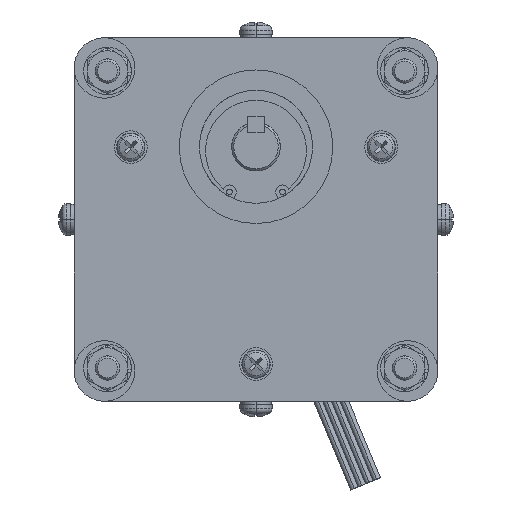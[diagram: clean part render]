
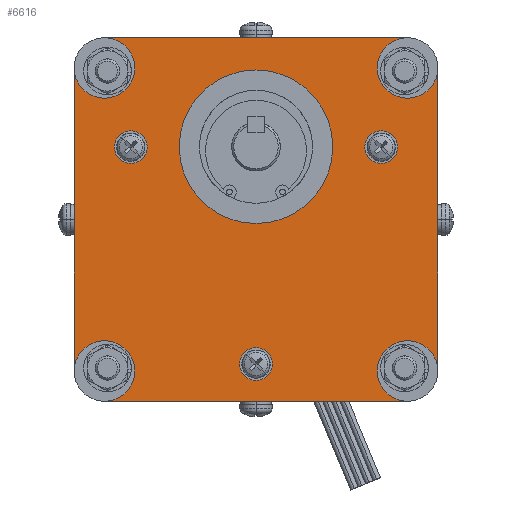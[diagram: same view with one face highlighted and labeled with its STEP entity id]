
A CAD part, left-side view. The second image highlights one B-rep face of the part: STEP entity #6616.
In plain terms, the highlighted planar face has unit normal (-1, 0, 0).
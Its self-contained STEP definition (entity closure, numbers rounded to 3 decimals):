
#6135=CARTESIAN_POINT('POINT18269',(0.7,0.,
   -49.734));
#6136=VERTEX_POINT('VERTEX18269',#6135);
#6143=CARTESIAN_POINT('POINT18270',(0.7,
   0.,-57.834));
#6144=VERTEX_POINT('VERTEX18270',#6143);
#6145=CARTESIAN_POINT('POS25296',(0.7,0.,
   -53.784));
#6146=DIRECTION('DIR38065',(1.,0.,0.));
#6147=DIRECTION('DIR38066',(0.,0.,1.));
#6148=AXIS2_PLACEMENT_3D('AXIS12770',#6145,#6146,#6147);
#6149=CIRCLE('ELLIPSE5598',#6148,4.05);
#6150=EDGE_CURVE('EDGE29348',#6144,#6136,#6149,.T.);
#6170=EDGE_CURVE('EDGE29350',#6136,#6144,#6149,.T.);
#6175=CARTESIAN_POINT('POINT18271',(0.7,
   -30.99,3.942));
#6176=VERTEX_POINT('VERTEX18271',#6175);
#6183=CARTESIAN_POINT('POINT18272',(0.7,
   -30.99,-4.158));
#6184=VERTEX_POINT('VERTEX18272',#6183);
#6185=CARTESIAN_POINT('POS25300',(0.7,
   -30.99,-0.108));
#6186=DIRECTION('DIR38071',(1.,0.,0.));
#6187=DIRECTION('DIR38072',(0.,0.,1.));
#6188=AXIS2_PLACEMENT_3D('AXIS12772',#6185,#6186,#6187);
#6189=CIRCLE('ELLIPSE5599',#6188,4.05);
#6190=EDGE_CURVE('EDGE29352',#6184,#6176,#6189,.T.);
#6210=EDGE_CURVE('EDGE29354',#6176,#6184,#6189,.T.);
#6215=CARTESIAN_POINT('POINT18273',(0.7,
   30.99,3.942));
#6216=VERTEX_POINT('VERTEX18273',#6215);
#6223=CARTESIAN_POINT('POINT18274',(0.7,
   30.99,-4.158));
#6224=VERTEX_POINT('VERTEX18274',#6223);
#6225=CARTESIAN_POINT('POS25304',(0.7,
   30.99,-0.108));
#6226=DIRECTION('DIR38077',(1.,0.,0.));
#6227=DIRECTION('DIR38078',(0.,0.,1.));
#6228=AXIS2_PLACEMENT_3D('AXIS12774',#6225,#6226,#6227);
#6229=CIRCLE('ELLIPSE5600',#6228,4.05);
#6230=EDGE_CURVE('EDGE29356',#6224,#6216,#6229,.T.);
#6250=EDGE_CURVE('EDGE29358',#6216,#6224,#6229,.T.);
#6255=CARTESIAN_POINT('POINT18275',(0.7,
   0.,19.));
#6256=VERTEX_POINT('VERTEX18275',#6255);
#6264=CARTESIAN_POINT('POINT18276',(0.7,
   0.,-19.));
#6265=VERTEX_POINT('VERTEX18276',#6264);
#6272=CARTESIAN_POINT('POS25309',(0.7,0.,
   0.));
#6273=DIRECTION('DIR38084',(1.,0.,0.));
#6274=DIRECTION('DIR38085',(0.,0.,1.));
#6275=AXIS2_PLACEMENT_3D('AXIS12776',#6272,#6273,#6274);
#6276=CIRCLE('ELLIPSE5601',#6275,19.);
#6277=EDGE_CURVE('EDGE29361',#6256,#6265,#6276,.T.);
#6288=EDGE_CURVE('EDGE29362',#6265,#6256,#6276,.T.);
#6330=CARTESIAN_POINT('POINT18279',(0.7,37.5,
   27.));
#6331=VERTEX_POINT('VERTEX18279',#6330);
#6339=CARTESIAN_POINT('POINT18280',(0.7,37.5,12.));
#6340=VERTEX_POINT('VERTEX18280',#6339);
#6347=CARTESIAN_POINT('POS25315',(0.7,37.5,
   19.5));
#6348=DIRECTION('DIR38094',(1.,0.,0.));
#6349=DIRECTION('DIR38095',(0.,0.,-1.));
#6350=AXIS2_PLACEMENT_3D('AXIS12780',#6347,#6348,#6349);
#6351=CIRCLE('ELLIPSE5603',#6350,7.5);
#6352=EDGE_CURVE('EDGE29367',#6331,#6340,#6351,.T.);
#6401=CARTESIAN_POINT('POINT18284',(0.7,45.,
   -55.5));
#6402=VERTEX_POINT('VERTEX18284',#6401);
#6410=CARTESIAN_POINT('POINT18285',(0.7,30.,
   -55.5));
#6411=VERTEX_POINT('VERTEX18285',#6410);
#6418=CARTESIAN_POINT('POS25321',(0.7,37.5,
   -55.5));
#6419=DIRECTION('DIR38104',(1.,0.,0.));
#6420=DIRECTION('DIR38105',(0.,0.,-1.));
#6421=AXIS2_PLACEMENT_3D('AXIS12784',#6418,#6419,#6420);
#6422=CIRCLE('ELLIPSE5605',#6421,7.5);
#6423=EDGE_CURVE('EDGE29373',#6402,#6411,#6422,.T.);
#6468=CARTESIAN_POINT('POINT18288',(0.7,-37.5,
   -63.));
#6469=VERTEX_POINT('VERTEX18288',#6468);
#6477=CARTESIAN_POINT('POINT18289',(0.7,-37.5,
   -48.));
#6478=VERTEX_POINT('VERTEX18289',#6477);
#6485=CARTESIAN_POINT('POS25327',(0.7,-37.5,
   -55.5));
#6486=DIRECTION('DIR38114',(1.,0.,0.));
#6487=DIRECTION('DIR38115',(0.,0.,-1.));
#6488=AXIS2_PLACEMENT_3D('AXIS12788',#6485,#6486,#6487);
#6489=CIRCLE('ELLIPSE5607',#6488,7.5);
#6490=EDGE_CURVE('EDGE29378',#6469,#6478,#6489,.T.);
#6539=ORIENTED_EDGE('COEDGE58743',*,*,#6288,.T.);
#6540=ORIENTED_EDGE('COEDGE58744',*,*,#6277,.T.);
#6541=EDGE_LOOP('NONE',(#6539,#6540));
#6542=FACE_BOUND('LOOP1',#6541,.T.);
#6543=ORIENTED_EDGE('COEDGE58745',*,*,#6250,.T.);
#6544=ORIENTED_EDGE('COEDGE58746',*,*,#6230,.T.);
#6545=EDGE_LOOP('NONE',(#6543,#6544));
#6546=FACE_BOUND('LOOP1',#6545,.T.);
#6547=ORIENTED_EDGE('COEDGE58747',*,*,#6210,.T.);
#6548=ORIENTED_EDGE('COEDGE58748',*,*,#6190,.T.);
#6549=EDGE_LOOP('NONE',(#6547,#6548));
#6550=FACE_BOUND('LOOP1',#6549,.T.);
#6551=ORIENTED_EDGE('COEDGE58749',*,*,#6170,.T.);
#6552=ORIENTED_EDGE('COEDGE58750',*,*,#6150,.T.);
#6553=EDGE_LOOP('NONE',(#6551,#6552));
#6554=FACE_BOUND('LOOP1',#6553,.T.);
#6555=ORIENTED_EDGE('COEDGE58751',*,*,#6423,.T.);
#6556=CARTESIAN_POINT('POINT18293',(0.7,37.5,
   -63.));
#6557=VERTEX_POINT('VERTEX18293',#6556);
#6558=EDGE_CURVE('EDGE29382',#6411,#6557,#6422,.T.);
#6559=ORIENTED_EDGE('COEDGE58752',*,*,#6558,.T.);
#6560=CARTESIAN_POINT('POS25331',(0.7,37.5,
   -63.));
#6561=DIRECTION('DIR38122',(0.,-1.,0.));
#6562=VECTOR('VEC12540',#6561,1.);
#6563=LINE('STRAIGHT12540',#6560,#6562);
#6564=EDGE_CURVE('EDGE29383',#6557,#6469,#6563,.T.);
#6565=ORIENTED_EDGE('COEDGE58753',*,*,#6564,.T.);
#6566=ORIENTED_EDGE('COEDGE58754',*,*,#6490,.T.);
#6567=CARTESIAN_POINT('POINT18294',(0.7,-45.,
   -55.5));
#6568=VERTEX_POINT('VERTEX18294',#6567);
#6569=EDGE_CURVE('EDGE29384',#6478,#6568,#6489,.T.);
#6570=ORIENTED_EDGE('COEDGE58755',*,*,#6569,.T.);
#6571=CARTESIAN_POINT('POINT18295',(0.7,-45.,
   19.5));
#6572=VERTEX_POINT('VERTEX18295',#6571);
#6573=CARTESIAN_POINT('POS25332',(0.7,-45.,-18.));
#6574=DIRECTION('DIR38123',(0.,0.,1.));
#6575=VECTOR('VEC12541',#6574,1.);
#6576=LINE('STRAIGHT12541',#6573,#6575);
#6577=EDGE_CURVE('EDGE29385',#6568,#6572,#6576,.T.);
#6578=ORIENTED_EDGE('COEDGE58756',*,*,#6577,.T.);
#6579=CARTESIAN_POINT('POINT18296',(0.7,-30.,
   19.5));
#6580=VERTEX_POINT('VERTEX18296',#6579);
#6581=CARTESIAN_POINT('POS25333',(0.7,-37.5,
   19.5));
#6582=DIRECTION('DIR38124',(1.,0.,0.));
#6583=DIRECTION('DIR38125',(0.,0.,-1.));
#6584=AXIS2_PLACEMENT_3D('AXIS12792',#6581,#6582,#6583);
#6585=CIRCLE('ELLIPSE5609',#6584,7.5);
#6586=EDGE_CURVE('EDGE29386',#6572,#6580,#6585,.T.);
#6587=ORIENTED_EDGE('COEDGE58757',*,*,#6586,.T.);
#6588=CARTESIAN_POINT('POINT18297',(0.7,-37.5,
   27.));
#6589=VERTEX_POINT('VERTEX18297',#6588);
#6590=EDGE_CURVE('EDGE29387',#6580,#6589,#6585,.T.);
#6591=ORIENTED_EDGE('COEDGE58758',*,*,#6590,.T.);
#6592=CARTESIAN_POINT('POS25334',(0.7,-37.5,
   27.));
#6593=DIRECTION('DIR38126',(0.,1.,0.));
#6594=VECTOR('VEC12542',#6593,1.);
#6595=LINE('STRAIGHT12542',#6592,#6594);
#6596=EDGE_CURVE('EDGE29388',#6589,#6331,#6595,.T.);
#6597=ORIENTED_EDGE('COEDGE58759',*,*,#6596,.T.);
#6598=ORIENTED_EDGE('COEDGE58760',*,*,#6352,.T.);
#6599=CARTESIAN_POINT('POINT18298',(0.7,45.,
   19.5));
#6600=VERTEX_POINT('VERTEX18298',#6599);
#6601=EDGE_CURVE('EDGE29389',#6340,#6600,#6351,.T.);
#6602=ORIENTED_EDGE('COEDGE58761',*,*,#6601,.T.);
#6603=CARTESIAN_POINT('POS25335',(0.7,45.,
   19.5));
#6604=DIRECTION('DIR38127',(0.,0.,-1.));
#6605=VECTOR('VEC12543',#6604,1.);
#6606=LINE('STRAIGHT12543',#6603,#6605);
#6607=EDGE_CURVE('EDGE29390',#6600,#6402,#6606,.T.);
#6608=ORIENTED_EDGE('COEDGE58762',*,*,#6607,.T.);
#6609=EDGE_LOOP('NONE',(#6555,#6559,#6565,#6566,#6570,#6578,#6587,#6591,
   #6597,#6598,#6602,#6608));
#6610=FACE_BOUND('LOOP1',#6609,.T.);
#6611=CARTESIAN_POINT('POS25336',(0.7,0.,-18.));
#6612=DIRECTION('DIR38128',(1.,0.,0.));
#6613=DIRECTION('DIR38129',(0.,1.,0.));
#6614=AXIS2_PLACEMENT_3D('AXIS12793',#6611,#6612,#6613);
#6615=PLANE('PLANE4954',#6614);
#6616=ADVANCED_FACE('FACE12065',(#6542,#6546,#6550,#6554,#6610),#6615,
   .F.);
